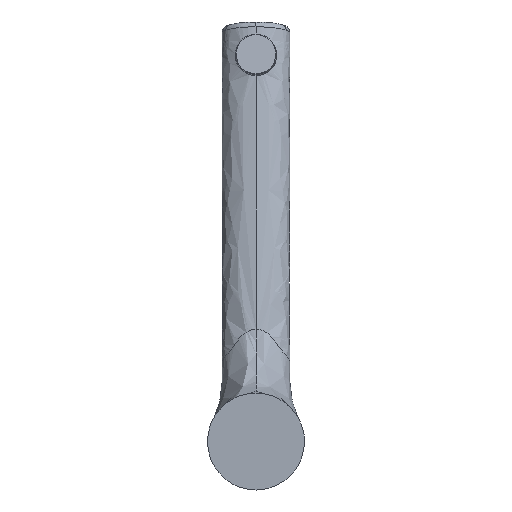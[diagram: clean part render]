
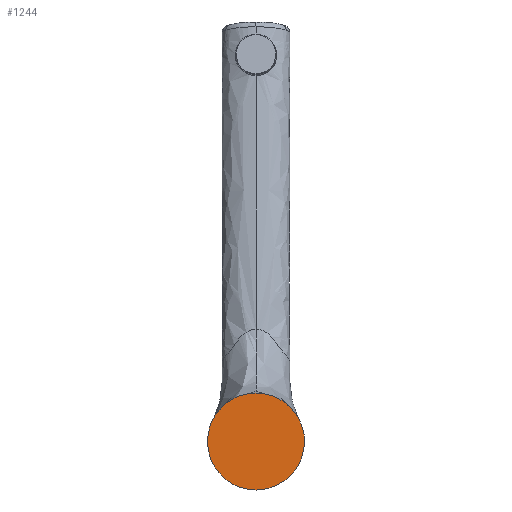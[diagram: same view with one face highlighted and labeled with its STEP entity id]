
A CAD part, front view. The second image highlights one B-rep face of the part: STEP entity #1244.
In plain terms, the highlighted planar face has unit normal (0, -1, 0).
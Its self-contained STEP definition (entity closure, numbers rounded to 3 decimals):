
#27 = CARTESIAN_POINT ( 'NONE',  ( 25., 0., 1.785 ) ) ;
#291 = CARTESIAN_POINT ( 'NONE',  ( 22.915, 0., -10.466 ) ) ;
#392 = VERTEX_POINT ( 'NONE', #3532 ) ;
#479 = CARTESIAN_POINT ( 'NONE',  ( 12.07, 0., 22.098 ) ) ;
#531 = CARTESIAN_POINT ( 'NONE',  ( 1.785, 0., -25. ) ) ;
#542 = AXIS2_PLACEMENT_3D ( 'NONE', #5789, #7102, #2944 ) ;
#551 = CARTESIAN_POINT ( 'NONE',  ( 12.07, 0., -22.098 ) ) ;
#753 = CARTESIAN_POINT ( 'NONE',  ( 15.054, 0., -20.103 ) ) ;
#840 = CARTESIAN_POINT ( 'NONE',  ( 21.158, 0., -13.602 ) ) ;
#912 = EDGE_CURVE ( 'NONE', #392, #1721, #2668, .T. ) ;
#999 = ORIENTED_EDGE ( 'NONE', *, *, #1730, .T. ) ;
#1015 = CARTESIAN_POINT ( 'NONE',  ( 15.054, 0., 20.103 ) ) ;
#1244 = ADVANCED_FACE ( 'NONE', ( #2385 ), #3389, .F. ) ;
#1384 = CARTESIAN_POINT ( 'NONE',  ( 18.94, 0., -16.415 ) ) ;
#1502 = ORIENTED_EDGE ( 'NONE', *, *, #4576, .F. ) ;
#1573 = CARTESIAN_POINT ( 'NONE',  ( 17.678, 0., 17.678 ) ) ;
#1671 = CARTESIAN_POINT ( 'NONE',  ( 21.158, 0., 13.602 ) ) ;
#1721 = VERTEX_POINT ( 'NONE', #5549 ) ;
#1730 = EDGE_CURVE ( 'NONE', #2138, #1721, #2164, .T. ) ;
#1748 = CARTESIAN_POINT ( 'NONE',  ( 3.57, 0., -24.86 ) ) ;
#2098 = CARTESIAN_POINT ( 'NONE',  ( 1.785, 0., 25. ) ) ;
#2103 = B_SPLINE_CURVE_WITH_KNOTS ( 'NONE', 11,
 ( #5928, #2098, #2645, #6496, #3191, #7046, #3747, #479, #4306, #1015, #4850, #1573 ),
 .UNSPECIFIED., .F., .F.,
 ( 12, 12 ),
 ( 0., 21.342 ),
 .UNSPECIFIED. ) ;
#2138 = VERTEX_POINT ( 'NONE', #4531 ) ;
#2164 = CIRCLE ( 'NONE', #542, 25. ) ;
#2217 = CARTESIAN_POINT ( 'NONE',  ( 22.915, 0., 10.466 ) ) ;
#2385 = FACE_OUTER_BOUND ( 'NONE', #5271, .T. ) ;
#2438 = CARTESIAN_POINT ( 'NONE',  ( 25., 0., 0. ) ) ;
#2645 = CARTESIAN_POINT ( 'NONE',  ( 3.57, 0., 24.86 ) ) ;
#2668 = B_SPLINE_CURVE_WITH_KNOTS ( 'NONE', 11,
 ( #6728, #6091, #753, #3952, #551, #7128, #3405, #6681, #4875, #1748, #531, #5089 ),
 .UNSPECIFIED., .F., .F.,
 ( 12, 12 ),
 ( 64.026, 85.368 ),
 .UNSPECIFIED. ) ;
#2759 = CARTESIAN_POINT ( 'NONE',  ( 24.16, 0., 7.091 ) ) ;
#2876 = VERTEX_POINT ( 'NONE', #5539 ) ;
#2944 = DIRECTION ( 'NONE',  ( 0., 0., -1. ) ) ;
#3006 = CARTESIAN_POINT ( 'NONE',  ( 24.579, 0., -5.343 ) ) ;
#3191 = CARTESIAN_POINT ( 'NONE',  ( 7.091, 0., 24.16 ) ) ;
#3237 = CARTESIAN_POINT ( 'NONE',  ( 17.678, 0., 17.678 ) ) ;
#3299 = CARTESIAN_POINT ( 'NONE',  ( 24.86, 0., 3.57 ) ) ;
#3389 = PLANE ( 'NONE',  #3486 ) ;
#3405 = CARTESIAN_POINT ( 'NONE',  ( 8.803, 0., -23.604 ) ) ;
#3486 = AXIS2_PLACEMENT_3D ( 'NONE', #5798, #6737, #3893 ) ;
#3532 = CARTESIAN_POINT ( 'NONE',  ( 17.678, 0., -17.678 ) ) ;
#3548 = CARTESIAN_POINT ( 'NONE',  ( 23.604, 0., -8.803 ) ) ;
#3566 = B_SPLINE_CURVE_WITH_KNOTS ( 'NONE', 11,
 ( #2438, #5178, #6309, #3006, #6862, #3548, #291, #4121, #840, #4667, #1384, #5206 ),
 .UNSPECIFIED., .F., .F.,
 ( 12, 12 ),
 ( 42.684, 64.026 ),
 .UNSPECIFIED. ) ;
#3747 = CARTESIAN_POINT ( 'NONE',  ( 10.466, 0., 22.915 ) ) ;
#3751 = ORIENTED_EDGE ( 'NONE', *, *, #5672, .F. ) ;
#3851 = CARTESIAN_POINT ( 'NONE',  ( 18.94, 0., 16.415 ) ) ;
#3869 = CARTESIAN_POINT ( 'NONE',  ( 25., 0., 0. ) ) ;
#3893 = DIRECTION ( 'NONE',  ( 0., 0., 1. ) ) ;
#3952 = CARTESIAN_POINT ( 'NONE',  ( 13.602, 0., -21.158 ) ) ;
#4121 = CARTESIAN_POINT ( 'NONE',  ( 22.098, 0., -12.07 ) ) ;
#4306 = CARTESIAN_POINT ( 'NONE',  ( 13.602, 0., 21.158 ) ) ;
#4531 = CARTESIAN_POINT ( 'NONE',  ( 0., 0., 25. ) ) ;
#4576 = EDGE_CURVE ( 'NONE', #2138, #5446, #2103, .T. ) ;
#4667 = CARTESIAN_POINT ( 'NONE',  ( 20.103, 0., -15.054 ) ) ;
#4850 = CARTESIAN_POINT ( 'NONE',  ( 16.415, 0., 18.94 ) ) ;
#4875 = CARTESIAN_POINT ( 'NONE',  ( 5.343, 0., -24.579 ) ) ;
#4933 = CARTESIAN_POINT ( 'NONE',  ( 20.103, 0., 15.054 ) ) ;
#5089 = CARTESIAN_POINT ( 'NONE',  ( 0., 0., -25. ) ) ;
#5178 = CARTESIAN_POINT ( 'NONE',  ( 25., 0., -1.785 ) ) ;
#5206 = CARTESIAN_POINT ( 'NONE',  ( 17.678, 0., -17.678 ) ) ;
#5271 = EDGE_LOOP ( 'NONE', ( #5738, #3751, #6849, #1502, #999 ) ) ;
#5286 = B_SPLINE_CURVE_WITH_KNOTS ( 'NONE', 11,
 ( #3237, #3851, #4933, #1671, #5484, #2217, #6052, #2759, #6618, #3299, #27, #3869 ),
 .UNSPECIFIED., .F., .F.,
 ( 12, 12 ),
 ( 21.342, 42.684 ),
 .UNSPECIFIED. ) ;
#5339 = CARTESIAN_POINT ( 'NONE',  ( 17.678, 0., 17.678 ) ) ;
#5446 = VERTEX_POINT ( 'NONE', #5339 ) ;
#5484 = CARTESIAN_POINT ( 'NONE',  ( 22.098, 0., 12.07 ) ) ;
#5539 = CARTESIAN_POINT ( 'NONE',  ( 25., 0., 0. ) ) ;
#5549 = CARTESIAN_POINT ( 'NONE',  ( 0., 0., -25. ) ) ;
#5672 = EDGE_CURVE ( 'NONE', #2876, #392, #3566, .T. ) ;
#5738 = ORIENTED_EDGE ( 'NONE', *, *, #912, .F. ) ;
#5789 = CARTESIAN_POINT ( 'NONE',  ( 0., 0., 0. ) ) ;
#5798 = CARTESIAN_POINT ( 'NONE',  ( 0., 0., 0. ) ) ;
#5928 = CARTESIAN_POINT ( 'NONE',  ( 0., 0., 25. ) ) ;
#6052 = CARTESIAN_POINT ( 'NONE',  ( 23.604, 0., 8.803 ) ) ;
#6091 = CARTESIAN_POINT ( 'NONE',  ( 16.415, 0., -18.94 ) ) ;
#6309 = CARTESIAN_POINT ( 'NONE',  ( 24.86, 0., -3.57 ) ) ;
#6496 = CARTESIAN_POINT ( 'NONE',  ( 5.343, 0., 24.579 ) ) ;
#6537 = EDGE_CURVE ( 'NONE', #5446, #2876, #5286, .T. ) ;
#6618 = CARTESIAN_POINT ( 'NONE',  ( 24.579, 0., 5.343 ) ) ;
#6681 = CARTESIAN_POINT ( 'NONE',  ( 7.091, 0., -24.16 ) ) ;
#6728 = CARTESIAN_POINT ( 'NONE',  ( 17.678, 0., -17.678 ) ) ;
#6737 = DIRECTION ( 'NONE',  ( 0., 1., 0. ) ) ;
#6849 = ORIENTED_EDGE ( 'NONE', *, *, #6537, .F. ) ;
#6862 = CARTESIAN_POINT ( 'NONE',  ( 24.16, 0., -7.091 ) ) ;
#7046 = CARTESIAN_POINT ( 'NONE',  ( 8.803, 0., 23.604 ) ) ;
#7102 = DIRECTION ( 'NONE',  ( 0., -1., 0. ) ) ;
#7128 = CARTESIAN_POINT ( 'NONE',  ( 10.466, 0., -22.915 ) ) ;
